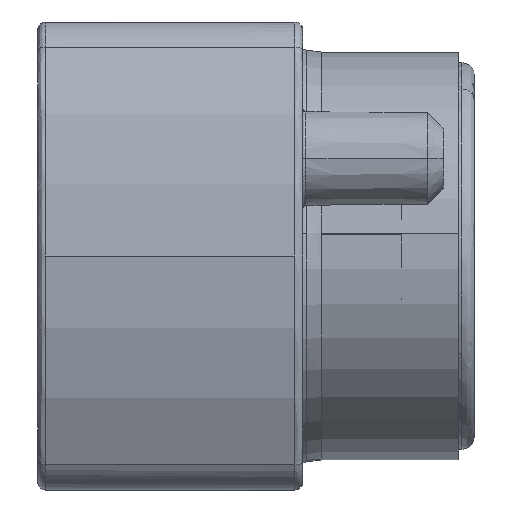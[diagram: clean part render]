
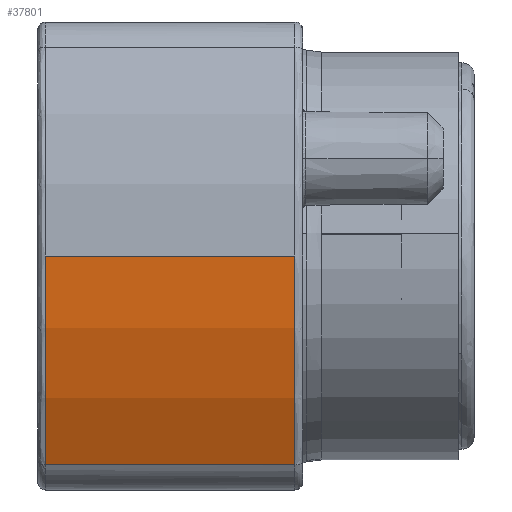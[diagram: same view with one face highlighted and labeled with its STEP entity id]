
A CAD part, left-side view. The second image highlights one B-rep face of the part: STEP entity #37801.
In plain terms, the highlighted cylindrical face has radius 7.367 mm (diameter 14.733 mm), a partial arc.
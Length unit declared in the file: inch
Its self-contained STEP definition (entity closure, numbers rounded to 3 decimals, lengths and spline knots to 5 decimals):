
#2922 = AXIS2_PLACEMENT_3D ( 'NONE', #10337, #10338, #10328 ) ;
#10017 = FACE_OUTER_BOUND ( 'NONE', #37357, .T. ) ;
#10022 = CYLINDRICAL_SURFACE ( 'NONE', #2922, 0.29002 ) ;
#10328 = DIRECTION ( 'NONE',  ( -1., 0., 0. ) ) ;
#10337 = CARTESIAN_POINT ( 'NONE',  ( 1.29002, -0.133, 0.15 ) ) ;
#10338 = DIRECTION ( 'NONE',  ( 0., 1., 0. ) ) ;
#21535 = VERTEX_POINT ( 'NONE', #25377 ) ;
#21536 = VERTEX_POINT ( 'NONE', #25379 ) ;
#21551 = VERTEX_POINT ( 'NONE', #25386 ) ;
#21552 = VERTEX_POINT ( 'NONE', #25387 ) ;
#22744 = AXIS2_PLACEMENT_3D ( 'NONE', #39616, #39617, #39618 ) ;
#22748 = AXIS2_PLACEMENT_3D ( 'NONE', #39638, #39639, #39640 ) ;
#25377 = CARTESIAN_POINT ( 'NONE',  ( 1.03273, -0.165, 0.01616 ) ) ;
#25379 = CARTESIAN_POINT ( 'NONE',  ( 1., -0.165, 0.15 ) ) ;
#25386 = CARTESIAN_POINT ( 'NONE',  ( 1., -0.005, 0.15 ) ) ;
#25387 = CARTESIAN_POINT ( 'NONE',  ( 1.03273, -0.005, 0.01616 ) ) ;
#30998 = CIRCLE ( 'NONE', #22744, 0.29002 ) ;
#31001 = CIRCLE ( 'NONE', #22748, 0.29002 ) ;
#31038 = LINE ( 'NONE', #39765, #31044 ) ;
#31044 = VECTOR ( 'NONE', #39771, 39.37008 ) ;
#31045 = LINE ( 'NONE', #39769, #31047 ) ;
#31047 = VECTOR ( 'NONE', #39756, 39.37008 ) ;
#35176 = ORIENTED_EDGE ( 'NONE', *, *, #36384, .T. ) ;
#35179 = ORIENTED_EDGE ( 'NONE', *, *, #36474, .T. ) ;
#35183 = ORIENTED_EDGE ( 'NONE', *, *, #36370, .T. ) ;
#35187 = ORIENTED_EDGE ( 'NONE', *, *, #36471, .T. ) ;
#36370 = EDGE_CURVE ( 'NONE', #21551, #21552, #30998, .T. ) ;
#36384 = EDGE_CURVE ( 'NONE', #21535, #21536, #31001, .T. ) ;
#36471 = EDGE_CURVE ( 'NONE', #21552, #21535, #31038, .T. ) ;
#36474 = EDGE_CURVE ( 'NONE', #21536, #21551, #31045, .T. ) ;
#37357 = EDGE_LOOP ( 'NONE', ( #35176, #35179, #35183, #35187 ) ) ;
#37801 = ADVANCED_FACE ( 'NONE', ( #10017 ), #10022, .T. ) ;
#39616 = CARTESIAN_POINT ( 'NONE',  ( 1.29002, -0.005, 0.15 ) ) ;
#39617 = DIRECTION ( 'NONE',  ( 0., -1., 0. ) ) ;
#39618 = DIRECTION ( 'NONE',  ( -1., 0., 0. ) ) ;
#39638 = CARTESIAN_POINT ( 'NONE',  ( 1.29002, -0.165, 0.15 ) ) ;
#39639 = DIRECTION ( 'NONE',  ( 0., 1., 0. ) ) ;
#39640 = DIRECTION ( 'NONE',  ( -1., 0., 0. ) ) ;
#39756 = DIRECTION ( 'NONE',  ( 0., 1., 0. ) ) ;
#39765 = CARTESIAN_POINT ( 'NONE',  ( 1.03273, -0.133, 0.01616 ) ) ;
#39769 = CARTESIAN_POINT ( 'NONE',  ( 1., -0.133, 0.15 ) ) ;
#39771 = DIRECTION ( 'NONE',  ( 0., -1., 0. ) ) ;
